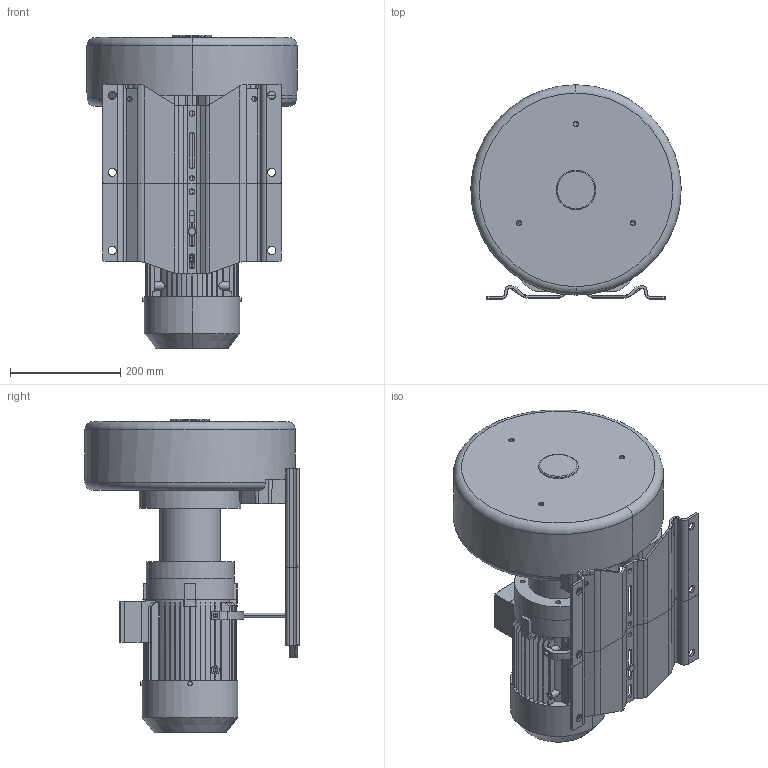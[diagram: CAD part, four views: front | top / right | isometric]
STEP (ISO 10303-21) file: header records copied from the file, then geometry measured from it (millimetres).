
FILE_DESCRIPTION((''),'2;1');
FILE_NAME('MD-001077_ASM','2013-10-22T',('rnennstiel'),('vacuvane vacuum technology gmbh'),'PRO/ENGINEER BY PARAMETRIC TECHNOLOGY CORPORATION, 2010140','PRO/ENGINEER BY PARAMETRIC TECHNOLOGY CORPORATION, 2010140','');
FILE_SCHEMA(('AUTOMOTIVE_DESIGN_CC2 { 1 2 10303 214 -1 1 5 2 }'));
Length unit declared in the file: millimetre
Products named in the file (8): MD-001078; MD-000227; MD-000939; MD-000940; MD-000941_ASM; MD-001342; MD-000934; MD-001077_ASM
Assembly tree (7 placements, depth 3):
  MD-001077_ASM
    MD-001078
    MD-000227
    MD-000941_ASM
      MD-000939
      MD-000940
    MD-001342
    MD-000934
Bounding box: 382 x 389 x 569.6 mm (x, y, z)
Volume: 21081351.4 mm3; surface area: 1207087 mm2
Topology: 6 solids, 18 shells, 819 faces, 2295 edges, 1505 vertices
Faces by surface type: plane 370, cylinder 301, cone 143, torus 5
Entity records: 34500 total; most frequent: CARTESIAN_POINT 8416, DIRECTION 4517, ORIENTED_EDGE 4490, EDGE_CURVE 2271, AXIS2_PLACEMENT_3D 1677, VERTEX_POINT 1505, PRESENTATION_STYLE_ASSIGNMENT 1388, STYLED_ITEM 1372
